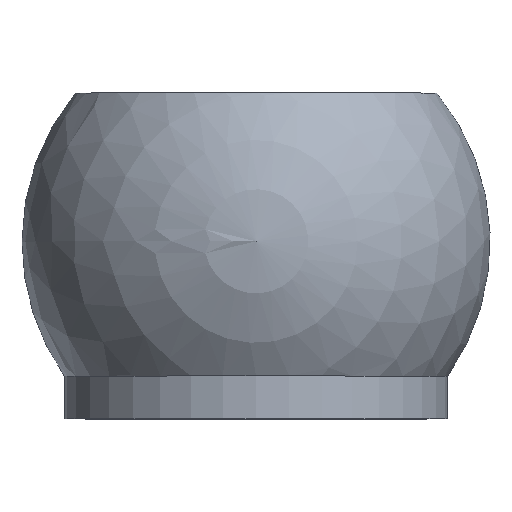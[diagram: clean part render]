
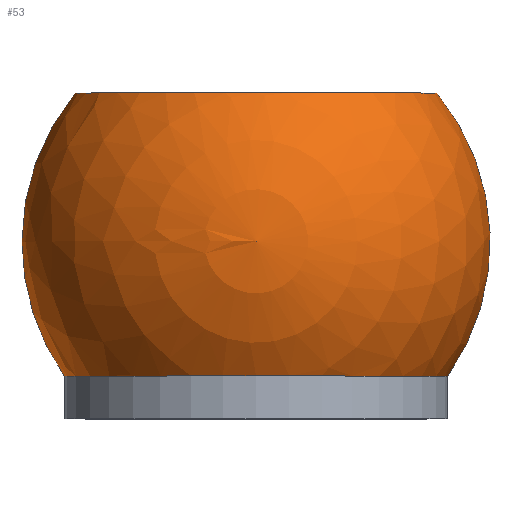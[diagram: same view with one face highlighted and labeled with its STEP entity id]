
A CAD part, top view. The second image highlights one B-rep face of the part: STEP entity #53.
In plain terms, the highlighted spherical face has radius 11 mm.
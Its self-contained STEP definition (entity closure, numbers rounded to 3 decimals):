
#2 = CARTESIAN_POINT ( 'NONE',  ( 0., -6.325, 0. ) ) ;
#7 = DIRECTION ( 'NONE',  ( 0., 0., 1. ) ) ;
#31 = DIRECTION ( 'NONE',  ( 1., 0., 0. ) ) ;
#47 = EDGE_CURVE ( 'NONE', #171, #244, #327, .T. ) ;
#53 = ADVANCED_FACE ( 'NONE', ( #345 ), #119, .T. ) ;
#57 = CARTESIAN_POINT ( 'NONE',  ( 8.5, 6.982, 0. ) ) ;
#69 = AXIS2_PLACEMENT_3D ( 'NONE', #135, #159, #284 ) ;
#72 = DIRECTION ( 'NONE',  ( -1., 0., 0. ) ) ;
#82 = CARTESIAN_POINT ( 'NONE',  ( 9., -6.325, 0. ) ) ;
#94 = DIRECTION ( 'NONE',  ( 0., 0., 1. ) ) ;
#113 = DIRECTION ( 'NONE',  ( 0., -1., 0. ) ) ;
#119 = SPHERICAL_SURFACE ( 'NONE', #322, 11. ) ;
#121 = DIRECTION ( 'NONE',  ( 0., 1., 0. ) ) ;
#126 = CARTESIAN_POINT ( 'NONE',  ( 0., 0., 0. ) ) ;
#127 = CARTESIAN_POINT ( 'NONE',  ( -8.5, 6.982, 0. ) ) ;
#132 = CIRCLE ( 'NONE', #328, 9. ) ;
#135 = CARTESIAN_POINT ( 'NONE',  ( 0., 0., 0. ) ) ;
#138 = EDGE_LOOP ( 'NONE', ( #254, #279, #183, #168 ) ) ;
#151 = CARTESIAN_POINT ( 'NONE',  ( 0., 6.982, 0. ) ) ;
#159 = DIRECTION ( 'NONE',  ( 0., 0., -1. ) ) ;
#165 = AXIS2_PLACEMENT_3D ( 'NONE', #151, #121, #72 ) ;
#167 = DIRECTION ( 'NONE',  ( 1., 0., 0. ) ) ;
#168 = ORIENTED_EDGE ( 'NONE', *, *, #218, .F. ) ;
#171 = VERTEX_POINT ( 'NONE', #127 ) ;
#173 = DIRECTION ( 'NONE',  ( -1., 0., 0. ) ) ;
#174 = AXIS2_PLACEMENT_3D ( 'NONE', #290, #7, #167 ) ;
#183 = ORIENTED_EDGE ( 'NONE', *, *, #47, .F. ) ;
#218 = EDGE_CURVE ( 'NONE', #295, #171, #332, .T. ) ;
#244 = VERTEX_POINT ( 'NONE', #57 ) ;
#254 = ORIENTED_EDGE ( 'NONE', *, *, #336, .F. ) ;
#262 = CARTESIAN_POINT ( 'NONE',  ( -9., -6.325, 0. ) ) ;
#279 = ORIENTED_EDGE ( 'NONE', *, *, #317, .T. ) ;
#284 = DIRECTION ( 'NONE',  ( -1., 0., 0. ) ) ;
#290 = CARTESIAN_POINT ( 'NONE',  ( 0., 0., 0. ) ) ;
#295 = VERTEX_POINT ( 'NONE', #262 ) ;
#299 = CIRCLE ( 'NONE', #174, 11. ) ;
#304 = VERTEX_POINT ( 'NONE', #82 ) ;
#317 = EDGE_CURVE ( 'NONE', #304, #244, #299, .T. ) ;
#322 = AXIS2_PLACEMENT_3D ( 'NONE', #126, #94, #173 ) ;
#327 = CIRCLE ( 'NONE', #165, 8.5 ) ;
#328 = AXIS2_PLACEMENT_3D ( 'NONE', #2, #113, #31 ) ;
#332 = CIRCLE ( 'NONE', #69, 11. ) ;
#336 = EDGE_CURVE ( 'NONE', #304, #295, #132, .T. ) ;
#345 = FACE_OUTER_BOUND ( 'NONE', #138, .T. ) ;
